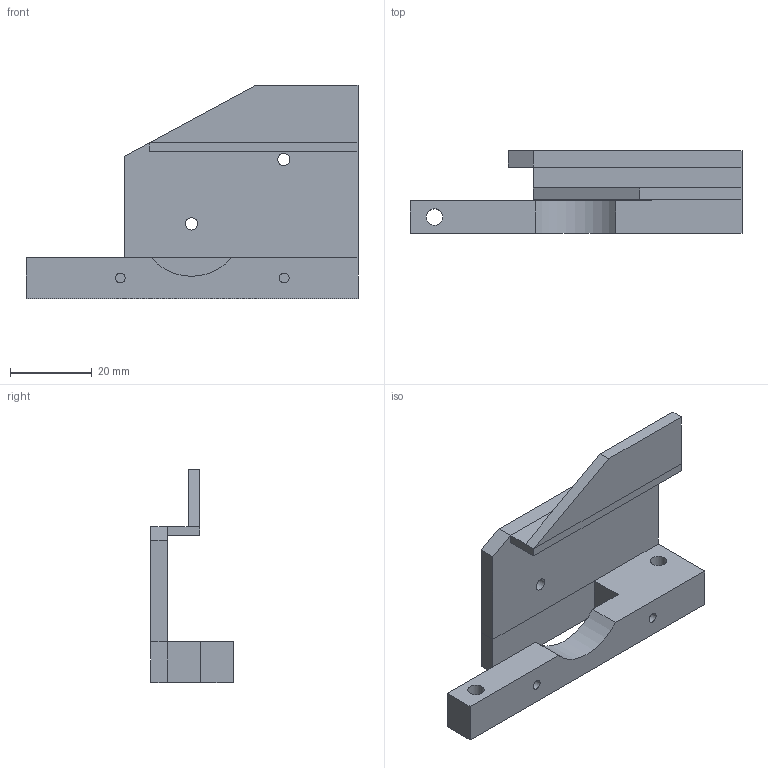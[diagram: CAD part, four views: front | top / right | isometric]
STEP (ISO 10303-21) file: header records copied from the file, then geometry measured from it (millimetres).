
FILE_DESCRIPTION(('FreeCAD Model'),'2;1');
FILE_NAME('Open CASCADE Shape Model','2023-02-20T21:07:34',(''),(''), 'Open CASCADE STEP processor 7.6','FreeCAD','Unknown');
FILE_SCHEMA(('AUTOMOTIVE_DESIGN { 1 0 10303 214 1 1 1 1 }'));
Length unit declared in the file: millimetre
Products named in the file (1): вторая часть кожуха
Bounding box: 81 x 20.1 x 52 mm (x, y, z)
Volume: 18358.3 mm3; surface area: 10416.7 mm2
Topology: 1 solids, 1 shells, 36 faces, 83 edges, 51 vertices
Faces by surface type: plane 29, cylinder 7
Full cylindrical faces by diameter (mm): 2.4 x2, 3 x2, 4 x2
Entity records: 2134 total; most frequent: CARTESIAN_POINT 373, DIRECTION 331, LINE 221, VECTOR 221, ORIENTED_EDGE 166, PCURVE 166, DEFINITIONAL_REPRESENTATION 166, EDGE_CURVE 83
